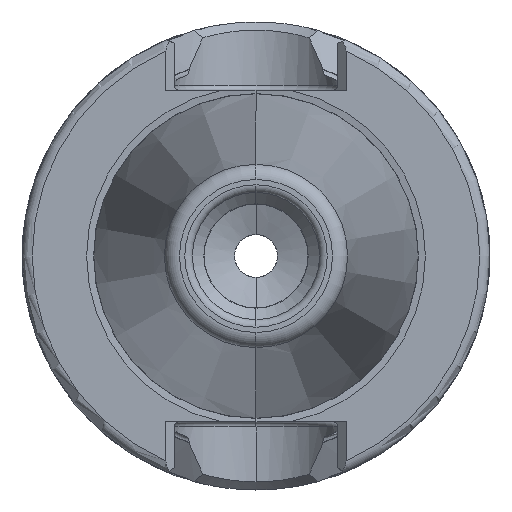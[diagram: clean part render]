
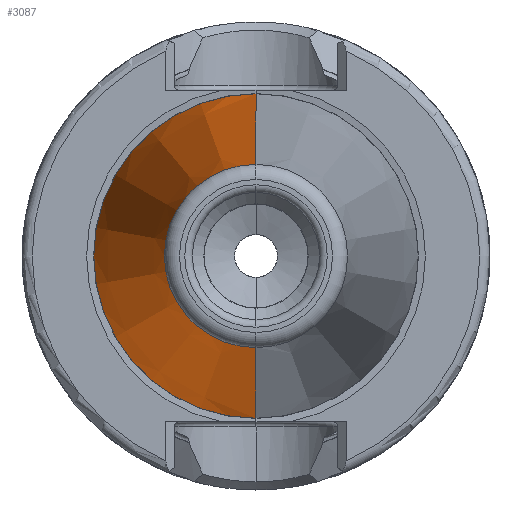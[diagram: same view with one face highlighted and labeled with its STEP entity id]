
A CAD part, left-side view. The second image highlights one B-rep face of the part: STEP entity #3087.
In plain terms, the highlighted conical face has half-angle 8.297 degrees and reference radius 15.948 mm.
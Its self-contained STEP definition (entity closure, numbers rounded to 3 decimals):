
#36 = AXIS2_PLACEMENT_3D ( 'NONE', #638, #2532, #3767 ) ;
#332 = DIRECTION ( 'NONE',  ( 0.99, 0., 0.144 ) ) ;
#336 = EDGE_CURVE ( 'NONE', #2802, #971, #3913, .T. ) ;
#348 = ORIENTED_EDGE ( 'NONE', *, *, #537, .F. ) ;
#424 = CARTESIAN_POINT ( 'NONE',  ( -52.9, 0., -15.948 ) ) ;
#537 = EDGE_CURVE ( 'NONE', #1203, #971, #3755, .T. ) ;
#638 = CARTESIAN_POINT ( 'NONE',  ( -52.9, 0., 0. ) ) ;
#669 = CARTESIAN_POINT ( 'NONE',  ( -52.9, 0., 0. ) ) ;
#857 = CARTESIAN_POINT ( 'NONE',  ( -52.9, 0., 15.948 ) ) ;
#899 = DIRECTION ( 'NONE',  ( 0.99, 0., -0.144 ) ) ;
#917 = ORIENTED_EDGE ( 'NONE', *, *, #3203, .F. ) ;
#971 = VERTEX_POINT ( 'NONE', #424 ) ;
#991 = DIRECTION ( 'NONE',  ( 0., 0., 1. ) ) ;
#1077 = ORIENTED_EDGE ( 'NONE', *, *, #336, .T. ) ;
#1203 = VERTEX_POINT ( 'NONE', #3727 ) ;
#1302 = ORIENTED_EDGE ( 'NONE', *, *, #3971, .T. ) ;
#1604 = DIRECTION ( 'NONE',  ( -1., 0., 0. ) ) ;
#1657 = CARTESIAN_POINT ( 'NONE',  ( -100.516, 0., 9.004 ) ) ;
#1753 = VECTOR ( 'NONE', #332, 1000. ) ;
#1784 = LINE ( 'NONE', #2199, #1753 ) ;
#2030 = CIRCLE ( 'NONE', #2252, 9.004 ) ;
#2073 = CONICAL_SURFACE ( 'NONE', #36, 15.948, 0.145 ) ;
#2095 = FACE_OUTER_BOUND ( 'NONE', #3802, .T. ) ;
#2199 = CARTESIAN_POINT ( 'NONE',  ( -52.9, 0., 15.948 ) ) ;
#2252 = AXIS2_PLACEMENT_3D ( 'NONE', #3534, #1604, #3831 ) ;
#2532 = DIRECTION ( 'NONE',  ( 1., 0., 0. ) ) ;
#2799 = CARTESIAN_POINT ( 'NONE',  ( -52.9, 0., -15.948 ) ) ;
#2802 = VERTEX_POINT ( 'NONE', #857 ) ;
#2885 = DIRECTION ( 'NONE',  ( -1., 0., 0. ) ) ;
#3087 = ADVANCED_FACE ( 'NONE', ( #2095 ), #2073, .T. ) ;
#3203 = EDGE_CURVE ( 'NONE', #3338, #1203, #2030, .T. ) ;
#3338 = VERTEX_POINT ( 'NONE', #1657 ) ;
#3534 = CARTESIAN_POINT ( 'NONE',  ( -100.516, 0., 0. ) ) ;
#3721 = VECTOR ( 'NONE', #899, 1000. ) ;
#3727 = CARTESIAN_POINT ( 'NONE',  ( -100.516, 0., -9.004 ) ) ;
#3755 = LINE ( 'NONE', #2799, #3721 ) ;
#3767 = DIRECTION ( 'NONE',  ( 0., 0., -1. ) ) ;
#3802 = EDGE_LOOP ( 'NONE', ( #917, #1302, #1077, #348 ) ) ;
#3831 = DIRECTION ( 'NONE',  ( 0., 0., 1. ) ) ;
#3913 = CIRCLE ( 'NONE', #3948, 15.948 ) ;
#3948 = AXIS2_PLACEMENT_3D ( 'NONE', #669, #2885, #991 ) ;
#3971 = EDGE_CURVE ( 'NONE', #3338, #2802, #1784, .T. ) ;
